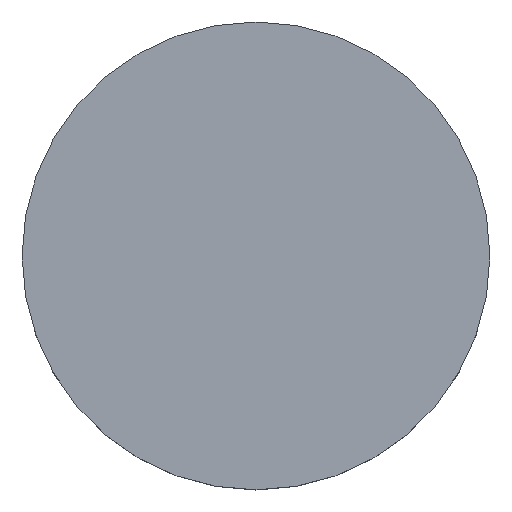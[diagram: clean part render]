
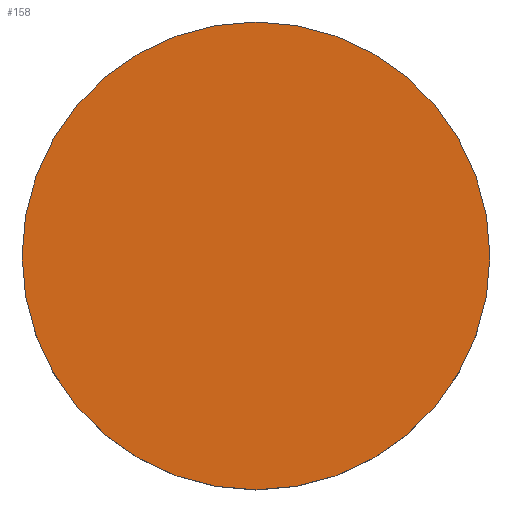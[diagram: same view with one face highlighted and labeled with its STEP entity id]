
A CAD part, top view. The second image highlights one B-rep face of the part: STEP entity #158.
In plain terms, the highlighted planar face has unit normal (0, 0, 1).
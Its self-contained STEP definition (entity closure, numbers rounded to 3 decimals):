
#14 = DIRECTION ( 'NONE',  ( 1., 0., 0. ) ) ;
#31 = AXIS2_PLACEMENT_3D ( 'NONE', #97, #74, #50 ) ;
#33 = CIRCLE ( 'NONE', #59, 7.5 ) ;
#36 = EDGE_CURVE ( 'NONE', #78, #116, #33, .T. ) ;
#49 = PLANE ( 'NONE',  #65 ) ;
#50 = DIRECTION ( 'NONE',  ( 1., 0., 0. ) ) ;
#56 = FACE_OUTER_BOUND ( 'NONE', #152, .T. ) ;
#57 = DIRECTION ( 'NONE',  ( 0., 0., 1. ) ) ;
#59 = AXIS2_PLACEMENT_3D ( 'NONE', #156, #57, #87 ) ;
#60 = CARTESIAN_POINT ( 'NONE',  ( 7.5, 0., 2.5 ) ) ;
#63 = CARTESIAN_POINT ( 'NONE',  ( 0., 0., 2.5 ) ) ;
#65 = AXIS2_PLACEMENT_3D ( 'NONE', #63, #139, #14 ) ;
#70 = ORIENTED_EDGE ( 'NONE', *, *, #144, .T. ) ;
#74 = DIRECTION ( 'NONE',  ( 0., 0., 1. ) ) ;
#78 = VERTEX_POINT ( 'NONE', #60 ) ;
#87 = DIRECTION ( 'NONE',  ( 1., 0., 0. ) ) ;
#97 = CARTESIAN_POINT ( 'NONE',  ( 0., 0., 2.5 ) ) ;
#116 = VERTEX_POINT ( 'NONE', #125 ) ;
#125 = CARTESIAN_POINT ( 'NONE',  ( -7.5, 0., 2.5 ) ) ;
#128 = ORIENTED_EDGE ( 'NONE', *, *, #36, .T. ) ;
#130 = CIRCLE ( 'NONE', #31, 7.5 ) ;
#139 = DIRECTION ( 'NONE',  ( 0., 0., 1. ) ) ;
#144 = EDGE_CURVE ( 'NONE', #116, #78, #130, .T. ) ;
#152 = EDGE_LOOP ( 'NONE', ( #70, #128 ) ) ;
#156 = CARTESIAN_POINT ( 'NONE',  ( 0., 0., 2.5 ) ) ;
#158 = ADVANCED_FACE ( 'NONE', ( #56 ), #49, .T. ) ;
